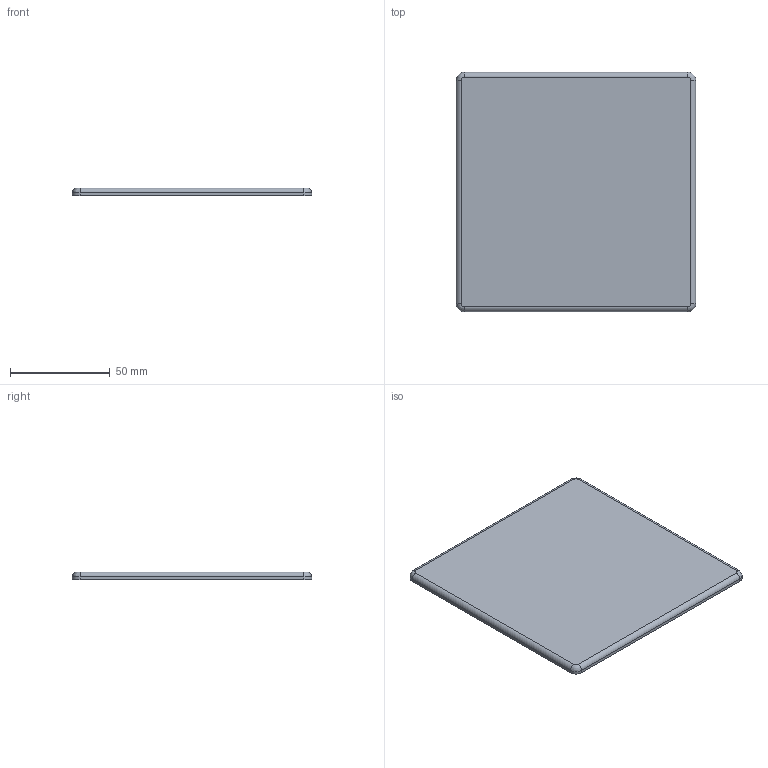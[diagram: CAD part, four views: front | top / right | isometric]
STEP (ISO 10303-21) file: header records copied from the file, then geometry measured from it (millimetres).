
FILE_DESCRIPTION(/* description */ (''),/* implementation_level */ '2;1');
FILE_NAME(/* name */ 'AI-1142_Abdeckkappe_120x120-8.stp',/* time_stamp */ '2020-07-20T13:46:00+02:00',/* author */ ('jmaun'),/* organization */ ('maunsystem'),/* preprocessor_version */ 'ST-DEVELOPER v17',/* originating_system */ 'Autodesk Inventor 2019',/* authorisation */ '');
FILE_SCHEMA (('AUTOMOTIVE_DESIGN { 1 0 10303 214 3 1 1 }'));
Length unit declared in the file: millimetre
Products named in the file (1): AI-1142_Abdeckkappe_120x120-8
Bounding box: 120 x 120 x 4 mm (x, y, z)
Volume: 56915.2 mm3; surface area: 30154.6 mm2
Topology: 1 solids, 1 shells, 18 faces, 40 edges, 24 vertices
Faces by surface type: cylinder 8, plane 6, bspline 4
Entity records: 587 total; most frequent: CARTESIAN_POINT 115, DIRECTION 90, ORIENTED_EDGE 80, EDGE_CURVE 40, AXIS2_PLACEMENT_3D 35, VERTEX_POINT 24, CIRCLE 20, LINE 20
